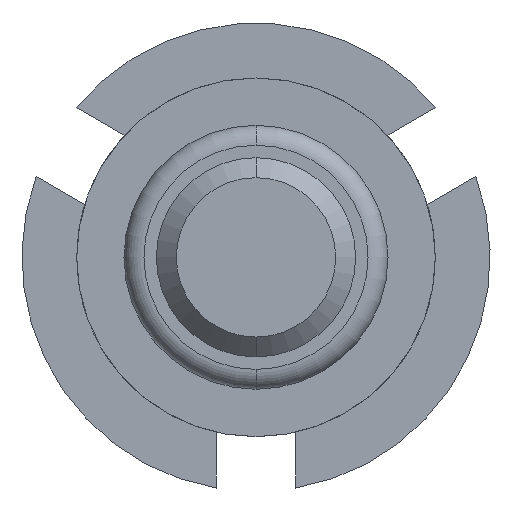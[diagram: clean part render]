
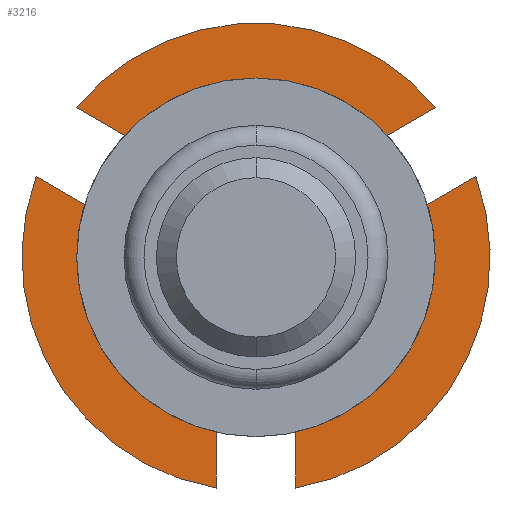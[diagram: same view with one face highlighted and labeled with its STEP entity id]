
A CAD part, front view. The second image highlights one B-rep face of the part: STEP entity #3216.
In plain terms, the highlighted planar face has unit normal (0, -1, 0).
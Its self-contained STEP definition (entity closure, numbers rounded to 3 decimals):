
#16 = ORIENTED_EDGE ( 'NONE', *, *, #2278, .F. ) ;
#59 = ORIENTED_EDGE ( 'NONE', *, *, #2969, .F. ) ;
#178 = LINE ( 'NONE', #4751, #2141 ) ;
#206 = DIRECTION ( 'NONE',  ( 0.839, 0., 0.545 ) ) ;
#283 = EDGE_CURVE ( 'Defeature ausgef�hrt4_30+Defeature ausgef�hrt4_26+Defeature ausgef�hrt4_27+Defeature ausgef�hrt4_29', #2016, #4276, #3479, .T. ) ;
#329 = VERTEX_POINT ( 'NONE', #1351 ) ;
#411 = LINE ( 'NONE', #4903, #4472 ) ;
#483 = FACE_BOUND ( 'NONE', #3704, .T. ) ;
#489 = CARTESIAN_POINT ( 'NONE',  ( -2.205, 5.5, 0.811 ) ) ;
#504 = ORIENTED_EDGE ( 'NONE', *, *, #3731, .F. ) ;
#533 = CARTESIAN_POINT ( 'NONE',  ( -1.386, 5.5, 0.8 ) ) ;
#586 = EDGE_CURVE ( 'Defeature ausgef�hrt4_36+Defeature ausgef�hrt4_26+Defeature ausgef�hrt4_37+Defeature ausgef�hrt4_35', #2234, #690, #4302, .T. ) ;
#608 = ORIENTED_EDGE ( 'NONE', *, *, #2292, .F. ) ;
#609 = EDGE_CURVE ( 'Defeature ausgef�hrt4_20+Defeature ausgef�hrt4_26+Defeature ausgef�hrt4_38+Defeature ausgef�hrt4_37', #2904, #4351, #2098, .T. ) ;
#690 = VERTEX_POINT ( 'NONE', #4025 ) ;
#758 = CARTESIAN_POINT ( 'NONE',  ( -1.655, 5.5, 0. ) ) ;
#803 = ORIENTED_EDGE ( 'NONE', *, *, #1623, .F. ) ;
#823 = CARTESIAN_POINT ( 'NONE',  ( 2.205, 5.5, 0.811 ) ) ;
#849 = VERTEX_POINT ( 'NONE', #2872 ) ;
#854 = LINE ( 'NONE', #2757, #4358 ) ;
#908 = CARTESIAN_POINT ( 'NONE',  ( 0.2, 5.5, -0.346 ) ) ;
#914 = VECTOR ( 'NONE', #2821, 1000. ) ;
#1024 = ORIENTED_EDGE ( 'NONE', *, *, #283, .F. ) ;
#1045 = LINE ( 'NONE', #758, #4078 ) ;
#1077 = CARTESIAN_POINT ( 'NONE',  ( -1.586, 5.5, 0.454 ) ) ;
#1115 = CARTESIAN_POINT ( 'NONE',  ( -1.186, 5.5, 1.146 ) ) ;
#1132 = CARTESIAN_POINT ( 'NONE',  ( -0.2, 5.5, 0.346 ) ) ;
#1154 = LINE ( 'NONE', #3444, #4183 ) ;
#1308 = CARTESIAN_POINT ( 'NONE',  ( 0., 5.5, 0. ) ) ;
#1351 = CARTESIAN_POINT ( 'NONE',  ( 1.586, 5.5, 0.454 ) ) ;
#1412 = CARTESIAN_POINT ( 'NONE',  ( 0.4, 5.5, -1.6 ) ) ;
#1518 = AXIS2_PLACEMENT_3D ( 'NONE', #4153, #2186, #4931 ) ;
#1601 = EDGE_CURVE ( 'Defeature ausgef�hrt4_34+Defeature ausgef�hrt4_26+Defeature ausgef�hrt4_35+Defeature ausgef�hrt4_43', #4593, #2963, #3834, .T. ) ;
#1623 = EDGE_CURVE ( 'Defeature ausgef�hrt4_41+Defeature ausgef�hrt4_26+Defeature ausgef�hrt4_42+Defeature ausgef�hrt4_19', #2239, #3074, #4543, .T. ) ;
#1626 = CARTESIAN_POINT ( 'NONE',  ( 1.805, 5.5, 1.504 ) ) ;
#1639 = CARTESIAN_POINT ( 'NONE',  ( -0.2, 5.5, -0.346 ) ) ;
#1748 = DIRECTION ( 'NONE',  ( 0.866, 0., 0.5 ) ) ;
#1753 = EDGE_CURVE ( 'Defeature ausgef�hrt4_42+Defeature ausgef�hrt4_26+Defeature ausgef�hrt4_43+Defeature ausgef�hrt4_41', #3380, #2239, #3716, .T. ) ;
#1762 = CARTESIAN_POINT ( 'NONE',  ( 0., 5.5, 0. ) ) ;
#1799 = EDGE_CURVE ( 'Defeature ausgef�hrt4_38+Defeature ausgef�hrt4_26+Defeature ausgef�hrt4_39+Defeature ausgef�hrt4_20', #329, #2904, #3549, .T. ) ;
#1845 = VECTOR ( 'NONE', #3272, 1000. ) ;
#1891 = DIRECTION ( 'NONE',  ( -0.839, 0., -0.545 ) ) ;
#1935 = CARTESIAN_POINT ( 'NONE',  ( -1.655, 5.5, 0. ) ) ;
#1993 = AXIS2_PLACEMENT_3D ( 'NONE', #4366, #4753, #2398 ) ;
#2016 = VERTEX_POINT ( 'NONE', #1935 ) ;
#2079 = EDGE_CURVE ( 'Defeature ausgef�hrt4_43+Defeature ausgef�hrt4_26+Defeature ausgef�hrt4_34+Defeature ausgef�hrt4_42', #2963, #3380, #4435, .T. ) ;
#2098 = CIRCLE ( 'NONE', #1993, 2.35 ) ;
#2141 = VECTOR ( 'NONE', #4043, 1000. ) ;
#2149 = ORIENTED_EDGE ( 'NONE', *, *, #1753, .F. ) ;
#2186 = DIRECTION ( 'NONE',  ( 0., -1., 0. ) ) ;
#2234 = VERTEX_POINT ( 'NONE', #1412 ) ;
#2235 = EDGE_CURVE ( 'Defeature ausgef�hrt4_40+Defeature ausgef�hrt4_26+Defeature ausgef�hrt4_19+Defeature ausgef�hrt4_39', #2989, #2967, #3950, .T. ) ;
#2239 = VERTEX_POINT ( 'NONE', #1115 ) ;
#2252 = DIRECTION ( 'NONE',  ( 0., 0., 1. ) ) ;
#2278 = EDGE_CURVE ( 'Defeature ausgef�hrt4_35+Defeature ausgef�hrt4_26+Defeature ausgef�hrt4_36+Defeature ausgef�hrt4_34', #690, #4593, #854, .T. ) ;
#2292 = EDGE_CURVE ( 'Defeature ausgef�hrt4_19+Defeature ausgef�hrt4_26+Defeature ausgef�hrt4_41+Defeature ausgef�hrt4_40', #3074, #2989, #4658, .T. ) ;
#2398 = DIRECTION ( 'NONE',  ( 0., 0., -1. ) ) ;
#2421 = CARTESIAN_POINT ( 'NONE',  ( -0.4, 5.5, -2.316 ) ) ;
#2471 = ORIENTED_EDGE ( 'NONE', *, *, #4428, .F. ) ;
#2483 = FACE_OUTER_BOUND ( 'NONE', #3171, .T. ) ;
#2587 = ORIENTED_EDGE ( 'NONE', *, *, #1799, .F. ) ;
#2589 = PLANE ( 'NONE',  #1518 ) ;
#2651 = VERTEX_POINT ( 'NONE', #4743 ) ;
#2655 = ORIENTED_EDGE ( 'NONE', *, *, #1601, .F. ) ;
#2658 = VECTOR ( 'NONE', #2680, 1000. ) ;
#2680 = DIRECTION ( 'NONE',  ( -0.866, 0., -0.5 ) ) ;
#2757 = CARTESIAN_POINT ( 'NONE',  ( -0.4, 5.5, 0. ) ) ;
#2759 = ORIENTED_EDGE ( 'NONE', *, *, #2079, .F. ) ;
#2761 = EDGE_CURVE ( 'Defeature ausgef�hrt4_29+Defeature ausgef�hrt4_26+Defeature ausgef�hrt4_30+Defeature ausgef�hrt4_28', #4276, #849, #411, .T. ) ;
#2821 = DIRECTION ( 'NONE',  ( -1., 0., 0. ) ) ;
#2845 = VECTOR ( 'NONE', #4892, 1000. ) ;
#2872 = CARTESIAN_POINT ( 'NONE',  ( 1.655, 5.5, 0. ) ) ;
#2904 = VERTEX_POINT ( 'NONE', #823 ) ;
#2963 = VERTEX_POINT ( 'NONE', #489 ) ;
#2967 = VERTEX_POINT ( 'NONE', #3617 ) ;
#2969 = EDGE_CURVE ( 'Defeature ausgef�hrt4_28+Defeature ausgef�hrt4_26+Defeature ausgef�hrt4_29+Defeature ausgef�hrt4_27', #849, #2651, #178, .T. ) ;
#2981 = DIRECTION ( 'NONE',  ( 0., 1., 0. ) ) ;
#2989 = VERTEX_POINT ( 'NONE', #1626 ) ;
#3074 = VERTEX_POINT ( 'NONE', #5063 ) ;
#3141 = AXIS2_PLACEMENT_3D ( 'NONE', #1762, #2981, #4138 ) ;
#3169 = ORIENTED_EDGE ( 'NONE', *, *, #586, .F. ) ;
#3171 = EDGE_LOOP ( 'NONE', ( #803, #2149, #2759, #2655, #16, #3169, #3799, #4662, #2587, #504, #4653, #608 ) ) ;
#3216 = ADVANCED_FACE ( 'Defeature ausgef�hrt4_26', ( #2483, #483 ), #2589, .T. ) ;
#3267 = DIRECTION ( 'NONE',  ( -0.866, 0., 0.5 ) ) ;
#3272 = DIRECTION ( 'NONE',  ( 0.866, 0., -0.5 ) ) ;
#3331 = DIRECTION ( 'NONE',  ( 0.5, 0., -0.866 ) ) ;
#3363 = EDGE_CURVE ( 'Defeature ausgef�hrt4_37+Defeature ausgef�hrt4_26+Defeature ausgef�hrt4_20+Defeature ausgef�hrt4_36', #4351, #2234, #1154, .T. ) ;
#3373 = DIRECTION ( 'NONE',  ( 0.839, 0., -0.545 ) ) ;
#3380 = VERTEX_POINT ( 'NONE', #1077 ) ;
#3444 = CARTESIAN_POINT ( 'NONE',  ( 0.4, 5.5, 0. ) ) ;
#3448 = CARTESIAN_POINT ( 'NONE',  ( 0.4, 5.5, -2.316 ) ) ;
#3479 = LINE ( 'NONE', #4406, #4607 ) ;
#3535 = VECTOR ( 'NONE', #3267, 1000. ) ;
#3549 = LINE ( 'NONE', #908, #3909 ) ;
#3555 = DIRECTION ( 'NONE',  ( 0., 1., 0. ) ) ;
#3617 = CARTESIAN_POINT ( 'NONE',  ( 1.186, 5.5, 1.146 ) ) ;
#3704 = EDGE_LOOP ( 'NONE', ( #59, #4596, #1024, #2471 ) ) ;
#3716 = LINE ( 'NONE', #533, #2845 ) ;
#3731 = EDGE_CURVE ( 'Defeature ausgef�hrt4_39+Defeature ausgef�hrt4_26+Defeature ausgef�hrt4_40+Defeature ausgef�hrt4_38', #2967, #329, #4686, .T. ) ;
#3799 = ORIENTED_EDGE ( 'NONE', *, *, #3363, .F. ) ;
#3834 = CIRCLE ( 'NONE', #4230, 2.35 ) ;
#3909 = VECTOR ( 'NONE', #1748, 1000. ) ;
#3950 = LINE ( 'NONE', #1132, #2658 ) ;
#3984 = CARTESIAN_POINT ( 'NONE',  ( 0., 5.5, -1.6 ) ) ;
#4025 = CARTESIAN_POINT ( 'NONE',  ( -0.4, 5.5, -1.6 ) ) ;
#4036 = CARTESIAN_POINT ( 'NONE',  ( 1.386, 5.5, 0.8 ) ) ;
#4043 = DIRECTION ( 'NONE',  ( -0.839, 0., 0.545 ) ) ;
#4078 = VECTOR ( 'NONE', #1891, 1000. ) ;
#4138 = DIRECTION ( 'NONE',  ( 0., 0., -1. ) ) ;
#4146 = CARTESIAN_POINT ( 'NONE',  ( 0., 5.5, -1.075 ) ) ;
#4153 = CARTESIAN_POINT ( 'NONE',  ( 0., 5.5, 0. ) ) ;
#4183 = VECTOR ( 'NONE', #2252, 1000. ) ;
#4230 = AXIS2_PLACEMENT_3D ( 'NONE', #1308, #3555, #4782 ) ;
#4276 = VERTEX_POINT ( 'NONE', #4146 ) ;
#4283 = DIRECTION ( 'NONE',  ( 0., 0., -1. ) ) ;
#4302 = LINE ( 'NONE', #3984, #914 ) ;
#4351 = VERTEX_POINT ( 'NONE', #3448 ) ;
#4358 = VECTOR ( 'NONE', #4283, 1000. ) ;
#4366 = CARTESIAN_POINT ( 'NONE',  ( 0., 5.5, 0. ) ) ;
#4389 = CARTESIAN_POINT ( 'NONE',  ( 0.2, 5.5, 0.346 ) ) ;
#4406 = CARTESIAN_POINT ( 'NONE',  ( 0., 5.5, -1.075 ) ) ;
#4428 = EDGE_CURVE ( 'Defeature ausgef�hrt4_27+Defeature ausgef�hrt4_26+Defeature ausgef�hrt4_28+Defeature ausgef�hrt4_30', #2651, #2016, #1045, .T. ) ;
#4435 = LINE ( 'NONE', #1639, #1845 ) ;
#4472 = VECTOR ( 'NONE', #206, 1000. ) ;
#4543 = LINE ( 'NONE', #4389, #3535 ) ;
#4564 = VECTOR ( 'NONE', #3331, 1000. ) ;
#4593 = VERTEX_POINT ( 'NONE', #2421 ) ;
#4596 = ORIENTED_EDGE ( 'NONE', *, *, #2761, .F. ) ;
#4607 = VECTOR ( 'NONE', #3373, 1000. ) ;
#4653 = ORIENTED_EDGE ( 'NONE', *, *, #2235, .F. ) ;
#4658 = CIRCLE ( 'NONE', #3141, 2.35 ) ;
#4662 = ORIENTED_EDGE ( 'NONE', *, *, #609, .F. ) ;
#4686 = LINE ( 'NONE', #4036, #4564 ) ;
#4743 = CARTESIAN_POINT ( 'NONE',  ( 0., 5.5, 1.075 ) ) ;
#4751 = CARTESIAN_POINT ( 'NONE',  ( 0., 5.5, 1.075 ) ) ;
#4753 = DIRECTION ( 'NONE',  ( 0., 1., 0. ) ) ;
#4782 = DIRECTION ( 'NONE',  ( 0., 0., -1. ) ) ;
#4892 = DIRECTION ( 'NONE',  ( 0.5, 0., 0.866 ) ) ;
#4903 = CARTESIAN_POINT ( 'NONE',  ( 1.655, 5.5, 0. ) ) ;
#4931 = DIRECTION ( 'NONE',  ( 0., 0., -1. ) ) ;
#5063 = CARTESIAN_POINT ( 'NONE',  ( -1.805, 5.5, 1.504 ) ) ;
